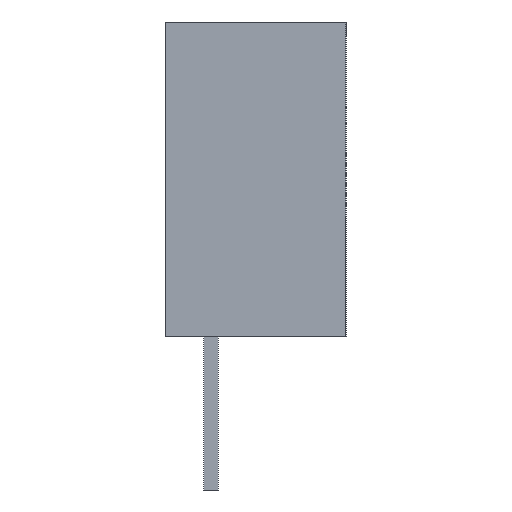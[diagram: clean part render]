
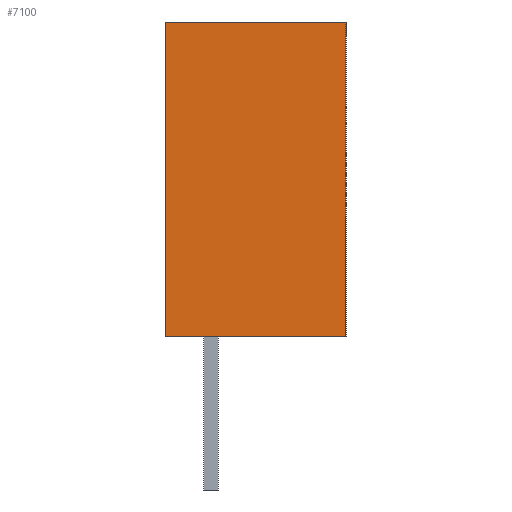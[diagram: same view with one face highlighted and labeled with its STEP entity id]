
A CAD part, left-side view. The second image highlights one B-rep face of the part: STEP entity #7100.
In plain terms, the highlighted planar face has unit normal (-1, 0, 0).
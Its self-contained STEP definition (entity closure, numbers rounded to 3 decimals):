
#1262 = VERTEX_POINT('',#1263);
#1263 = CARTESIAN_POINT('',(-39.624,8.89,2.54));
#1269 = EDGE_CURVE('',#1262,#1270,#1272,.T.);
#1270 = VERTEX_POINT('',#1271);
#1271 = CARTESIAN_POINT('',(-39.624,0.,2.54));
#1272 = LINE('',#1273,#1274);
#1273 = CARTESIAN_POINT('',(-39.624,8.89,2.54));
#1274 = VECTOR('',#1275,1.);
#1275 = DIRECTION('',(0.,-1.,0.));
#1310 = VERTEX_POINT('',#1311);
#1311 = CARTESIAN_POINT('',(-39.624,0.,-2.54));
#1317 = EDGE_CURVE('',#1318,#1310,#1320,.T.);
#1318 = VERTEX_POINT('',#1319);
#1319 = CARTESIAN_POINT('',(-39.624,8.89,-2.54));
#1320 = LINE('',#1321,#1322);
#1321 = CARTESIAN_POINT('',(-39.624,8.89,-2.54));
#1322 = VECTOR('',#1323,1.);
#1323 = DIRECTION('',(0.,-1.,0.));
#1434 = EDGE_CURVE('',#1310,#1270,#1435,.T.);
#1435 = LINE('',#1436,#1437);
#1436 = CARTESIAN_POINT('',(-39.624,0.,-2.54));
#1437 = VECTOR('',#1438,1.);
#1438 = DIRECTION('',(0.,0.,1.));
#6012 = EDGE_CURVE('',#1318,#1262,#6013,.T.);
#6013 = LINE('',#6014,#6015);
#6014 = CARTESIAN_POINT('',(-39.624,8.89,-2.54));
#6015 = VECTOR('',#6016,1.);
#6016 = DIRECTION('',(0.,0.,1.));
#7100 = ADVANCED_FACE('',(#7101),#7107,.F.);
#7101 = FACE_BOUND('',#7102,.T.);
#7102 = EDGE_LOOP('',(#7103,#7104,#7105,#7106));
#7103 = ORIENTED_EDGE('',*,*,#1434,.T.);
#7104 = ORIENTED_EDGE('',*,*,#1269,.F.);
#7105 = ORIENTED_EDGE('',*,*,#6012,.F.);
#7106 = ORIENTED_EDGE('',*,*,#1317,.T.);
#7107 = PLANE('',#7108);
#7108 = AXIS2_PLACEMENT_3D('',#7109,#7110,#7111);
#7109 = CARTESIAN_POINT('',(-39.624,8.89,-2.54));
#7110 = DIRECTION('',(1.,0.,0.));
#7111 = DIRECTION('',(0.,0.,-1.));
